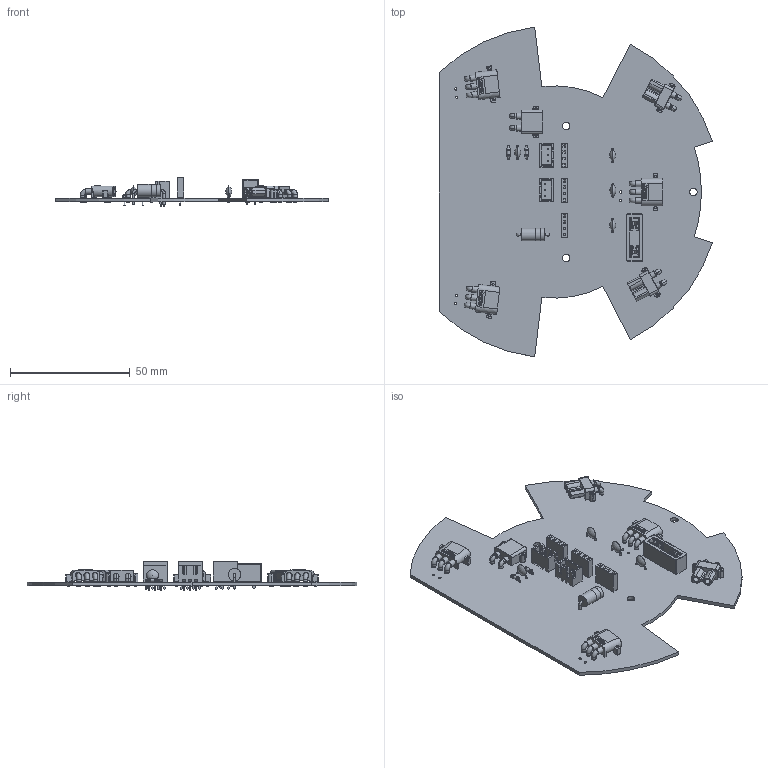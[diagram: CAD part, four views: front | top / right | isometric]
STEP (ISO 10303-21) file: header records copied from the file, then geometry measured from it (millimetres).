
FILE_DESCRIPTION(('KiCad electronic assembly'),'2;1');
FILE_NAME('power_board.step','2025-10-01T17:20:48',('Pcbnew'),('Kicad'), 'Open CASCADE STEP processor 7.6','KiCad to STEP converter','Unknown' );
FILE_SCHEMA(('AUTOMOTIVE_DESIGN { 1 0 10303 214 1 1 1 1 }'));
Length unit declared in the file: millimetre
Products named in the file (16): power_board 1; PinSocket_1x04_P2.54mm_Vertical; C_Disc_D5.0mm_W2.5mm_P5.00mm; MR30PW-M; power_board 1.3.1; power_board 1.3.2; power_board 1.3.3; power_board 1.3.4; power_board 1.3.5; D_DO-201_P12.70mm_Horizontal; JST_XH_B3B-XH-A_1x03_P2.50mm_Vertical; XT30PW-M; R_Axial_DIN0204_L3.6mm_D1.6mm_P5.08mm_Horizontal; XT30PW-F; 3557-10; power_board_PCB
Assembly tree (25 placements, depth 3):
  power_board 1
    PinSocket_1x04_P2.54mm_Vertical  x3
    C_Disc_D5.0mm_W2.5mm_P5.00mm  x4
    MR30PW-M  x3
      power_board 1.3.1
      power_board 1.3.2
      power_board 1.3.3
      power_board 1.3.4
      power_board 1.3.5
    D_DO-201_P12.70mm_Horizontal
    JST_XH_B3B-XH-A_1x03_P2.50mm_Vertical  x2
    XT30PW-M
    R_Axial_DIN0204_L3.6mm_D1.6mm_P5.08mm_Horizontal  x2
    XT30PW-F  x2
    3557-10
    power_board_PCB
Bounding box: 113.98 x 137.64 x 11.9 mm (x, y, z)
Volume: 21468 mm3; surface area: 34115.2 mm2
Topology: 153 solids, 153 shells, 3836 faces, 9717 edges, 6256 vertices
Faces by surface type: plane 1665, bspline 1314, cylinder 599, torus 103, cone 103, sphere 36, revolution 16
Full cylindrical faces by diameter (mm): 0.5 x20, 0.7 x4, 0.8 x8, 0.9 x12, 0.95 x6, 1 x34, 1.3 x2, 1.44 x2, 1.6 x17, 1.7 x6, 1.9 x18, 2.4 x9, 3.2 x3, 5.21 x2, 5.23 x1
Entity records: 57256 total; most frequent: CARTESIAN_POINT 15776, ORIENTED_EDGE 9116, DIRECTION 7384, EDGE_CURVE 4558, VERTEX_POINT 2907, LINE 2608, VECTOR 2608, AXIS2_PLACEMENT_3D 2383
